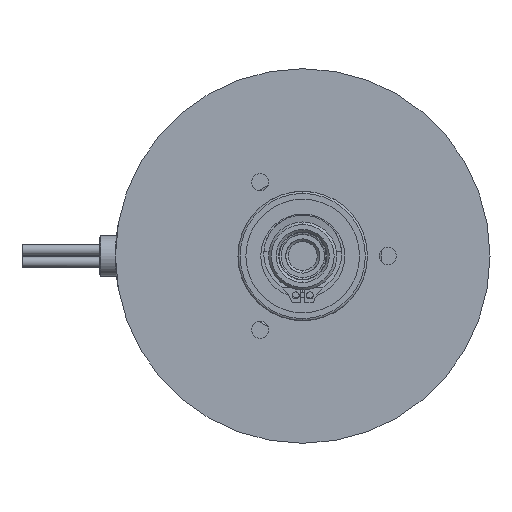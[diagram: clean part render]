
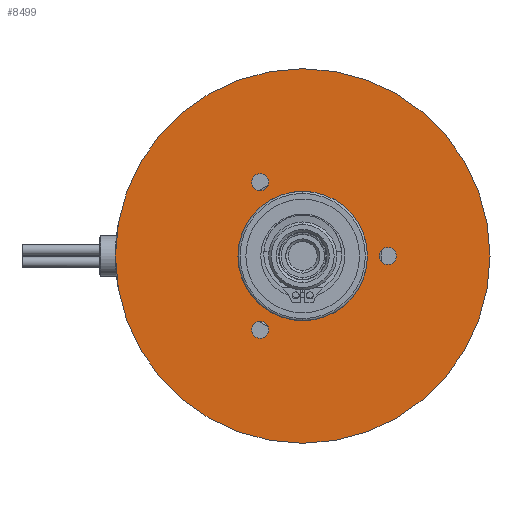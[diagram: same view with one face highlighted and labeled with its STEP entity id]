
A CAD part, left-side view. The second image highlights one B-rep face of the part: STEP entity #8499.
In plain terms, the highlighted planar face has unit normal (-1, 0, 0).
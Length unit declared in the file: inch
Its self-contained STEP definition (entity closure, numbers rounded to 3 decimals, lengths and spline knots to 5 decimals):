
#158 = DIRECTION ( 'NONE',  ( -1., 0., 0. ) ) ;
#430 = DIRECTION ( 'NONE',  ( 0., 0., 1. ) ) ;
#640 = EDGE_CURVE ( 'NONE', #10229, #1275, #4788, .T. ) ;
#756 = CIRCLE ( 'NONE', #12916, 0.04921 ) ;
#836 = CARTESIAN_POINT ( 'NONE',  ( 0., 0., 0.37415 ) ) ;
#1275 = VERTEX_POINT ( 'NONE', #6960 ) ;
#1376 = ORIENTED_EDGE ( 'NONE', *, *, #5246, .F. ) ;
#1414 = FACE_BOUND ( 'NONE', #6348, .T. ) ;
#1464 = EDGE_CURVE ( 'NONE', #6551, #4616, #7825, .T. ) ;
#1557 = DIRECTION ( 'NONE',  ( -1., 0., 0. ) ) ;
#1907 = CARTESIAN_POINT ( 'NONE',  ( 0., 0., 1.0825 ) ) ;
#1950 = DIRECTION ( 'NONE',  ( 1., 0., 0. ) ) ;
#2108 = DIRECTION ( 'NONE',  ( -1., 0., 0. ) ) ;
#2321 = CIRCLE ( 'NONE', #9870, 0.04921 ) ;
#2572 = AXIS2_PLACEMENT_3D ( 'NONE', #5461, #12654, #6489 ) ;
#2868 = CIRCLE ( 'NONE', #8508, 0.04921 ) ;
#3016 = ORIENTED_EDGE ( 'NONE', *, *, #4767, .F. ) ;
#3091 = VERTEX_POINT ( 'NONE', #6854 ) ;
#3225 = CARTESIAN_POINT ( 'NONE',  ( 0., -0.492, 0. ) ) ;
#3344 = DIRECTION ( 'NONE',  ( 0., 0., 1. ) ) ;
#3361 = DIRECTION ( 'NONE',  ( -1., 0., 0. ) ) ;
#3379 = CARTESIAN_POINT ( 'NONE',  ( 0., -0.492, 0. ) ) ;
#3749 = ORIENTED_EDGE ( 'NONE', *, *, #6790, .F. ) ;
#3793 = CARTESIAN_POINT ( 'NONE',  ( 0., 0.246, -0.42608 ) ) ;
#3846 = EDGE_CURVE ( 'NONE', #11647, #8543, #2321, .T. ) ;
#4004 = PLANE ( 'NONE',  #9363 ) ;
#4134 = AXIS2_PLACEMENT_3D ( 'NONE', #3379, #3361, #3344 ) ;
#4165 = DIRECTION ( 'NONE',  ( -1., 0., 0. ) ) ;
#4170 = ORIENTED_EDGE ( 'NONE', *, *, #6392, .F. ) ;
#4194 = FACE_BOUND ( 'NONE', #12479, .T. ) ;
#4222 = EDGE_CURVE ( 'NONE', #9642, #9329, #9801, .T. ) ;
#4250 = DIRECTION ( 'NONE',  ( 0., 0., 1. ) ) ;
#4507 = ORIENTED_EDGE ( 'NONE', *, *, #640, .F. ) ;
#4616 = VERTEX_POINT ( 'NONE', #836 ) ;
#4767 = EDGE_CURVE ( 'NONE', #8543, #11647, #9223, .T. ) ;
#4788 = CIRCLE ( 'NONE', #4134, 0.04921 ) ;
#4846 = DIRECTION ( 'NONE',  ( 0., 0., 1. ) ) ;
#5173 = DIRECTION ( 'NONE',  ( -1., 0., 0. ) ) ;
#5246 = EDGE_CURVE ( 'NONE', #1275, #10229, #756, .T. ) ;
#5324 = CARTESIAN_POINT ( 'NONE',  ( 0., 0.246, 0.4753 ) ) ;
#5354 = CARTESIAN_POINT ( 'NONE',  ( 0., -0.492, 0.04921 ) ) ;
#5387 = ORIENTED_EDGE ( 'NONE', *, *, #4222, .T. ) ;
#5461 = CARTESIAN_POINT ( 'NONE',  ( 0., 0., 0. ) ) ;
#5866 = ORIENTED_EDGE ( 'NONE', *, *, #1464, .F. ) ;
#6348 = EDGE_LOOP ( 'NONE', ( #9423, #3016 ) ) ;
#6384 = CARTESIAN_POINT ( 'NONE',  ( 0., 0.246, -0.42608 ) ) ;
#6392 = EDGE_CURVE ( 'NONE', #4616, #6551, #8558, .T. ) ;
#6489 = DIRECTION ( 'NONE',  ( 0., 0., 1. ) ) ;
#6551 = VERTEX_POINT ( 'NONE', #12000 ) ;
#6659 = DIRECTION ( 'NONE',  ( -1., 0., 0. ) ) ;
#6660 = AXIS2_PLACEMENT_3D ( 'NONE', #12804, #6659, #430 ) ;
#6790 = EDGE_CURVE ( 'NONE', #11991, #3091, #2868, .T. ) ;
#6813 = EDGE_LOOP ( 'NONE', ( #5387, #9901 ) ) ;
#6854 = CARTESIAN_POINT ( 'NONE',  ( 0., 0.246, 0.37687 ) ) ;
#6941 = FACE_OUTER_BOUND ( 'NONE', #6813, .T. ) ;
#6960 = CARTESIAN_POINT ( 'NONE',  ( 0., -0.492, -0.04921 ) ) ;
#7100 = CARTESIAN_POINT ( 'NONE',  ( 0., 0.246, -0.37687 ) ) ;
#7266 = CARTESIAN_POINT ( 'NONE',  ( 0., 0.246, -0.4753 ) ) ;
#7323 = CARTESIAN_POINT ( 'NONE',  ( 0., 0., -1.0825 ) ) ;
#7418 = DIRECTION ( 'NONE',  ( 0., 0., 1. ) ) ;
#7749 = CARTESIAN_POINT ( 'NONE',  ( 0., 0., 0. ) ) ;
#7825 = CIRCLE ( 'NONE', #13393, 0.37415 ) ;
#8168 = CARTESIAN_POINT ( 'NONE',  ( 0., 0., 0. ) ) ;
#8338 = CARTESIAN_POINT ( 'NONE',  ( 0., 0., 0. ) ) ;
#8499 = ADVANCED_FACE ( 'NONE', ( #12122, #1414, #4194, #6941, #9720 ), #4004, .F. ) ;
#8508 = AXIS2_PLACEMENT_3D ( 'NONE', #11396, #5173, #12390 ) ;
#8543 = VERTEX_POINT ( 'NONE', #7266 ) ;
#8558 = CIRCLE ( 'NONE', #6660, 0.37415 ) ;
#8629 = EDGE_CURVE ( 'NONE', #9329, #9642, #11084, .T. ) ;
#8820 = DIRECTION ( 'NONE',  ( 0., 0., 1. ) ) ;
#9223 = CIRCLE ( 'NONE', #13174, 0.04921 ) ;
#9224 = DIRECTION ( 'NONE',  ( 0., 0., -1. ) ) ;
#9329 = VERTEX_POINT ( 'NONE', #7323 ) ;
#9363 = AXIS2_PLACEMENT_3D ( 'NONE', #8168, #1950, #9224 ) ;
#9388 = DIRECTION ( 'NONE',  ( 0., 0., 1. ) ) ;
#9423 = ORIENTED_EDGE ( 'NONE', *, *, #3846, .F. ) ;
#9618 = AXIS2_PLACEMENT_3D ( 'NONE', #8338, #2108, #9388 ) ;
#9642 = VERTEX_POINT ( 'NONE', #1907 ) ;
#9720 = FACE_BOUND ( 'NONE', #12915, .T. ) ;
#9801 = CIRCLE ( 'NONE', #9618, 1.0825 ) ;
#9870 = AXIS2_PLACEMENT_3D ( 'NONE', #3793, #11070, #4846 ) ;
#9901 = ORIENTED_EDGE ( 'NONE', *, *, #8629, .T. ) ;
#10071 = EDGE_LOOP ( 'NONE', ( #4507, #1376 ) ) ;
#10229 = VERTEX_POINT ( 'NONE', #5354 ) ;
#10371 = CARTESIAN_POINT ( 'NONE',  ( 0., 0.246, 0.42608 ) ) ;
#10455 = DIRECTION ( 'NONE',  ( -1., 0., 0. ) ) ;
#10512 = AXIS2_PLACEMENT_3D ( 'NONE', #10371, #4165, #11436 ) ;
#10709 = CIRCLE ( 'NONE', #10512, 0.04921 ) ;
#10966 = EDGE_CURVE ( 'NONE', #3091, #11991, #10709, .T. ) ;
#11070 = DIRECTION ( 'NONE',  ( -1., 0., 0. ) ) ;
#11084 = CIRCLE ( 'NONE', #2572, 1.0825 ) ;
#11238 = ORIENTED_EDGE ( 'NONE', *, *, #10966, .F. ) ;
#11396 = CARTESIAN_POINT ( 'NONE',  ( 0., 0.246, 0.42608 ) ) ;
#11436 = DIRECTION ( 'NONE',  ( 0., 0., 1. ) ) ;
#11647 = VERTEX_POINT ( 'NONE', #7100 ) ;
#11991 = VERTEX_POINT ( 'NONE', #5324 ) ;
#12000 = CARTESIAN_POINT ( 'NONE',  ( 0., 0., -0.37415 ) ) ;
#12122 = FACE_BOUND ( 'NONE', #10071, .T. ) ;
#12390 = DIRECTION ( 'NONE',  ( 0., 0., 1. ) ) ;
#12479 = EDGE_LOOP ( 'NONE', ( #4170, #5866 ) ) ;
#12654 = DIRECTION ( 'NONE',  ( -1., 0., 0. ) ) ;
#12804 = CARTESIAN_POINT ( 'NONE',  ( 0., 0., 0. ) ) ;
#12915 = EDGE_LOOP ( 'NONE', ( #3749, #11238 ) ) ;
#12916 = AXIS2_PLACEMENT_3D ( 'NONE', #3225, #10455, #4250 ) ;
#13174 = AXIS2_PLACEMENT_3D ( 'NONE', #6384, #158, #7418 ) ;
#13393 = AXIS2_PLACEMENT_3D ( 'NONE', #7749, #1557, #8820 ) ;
